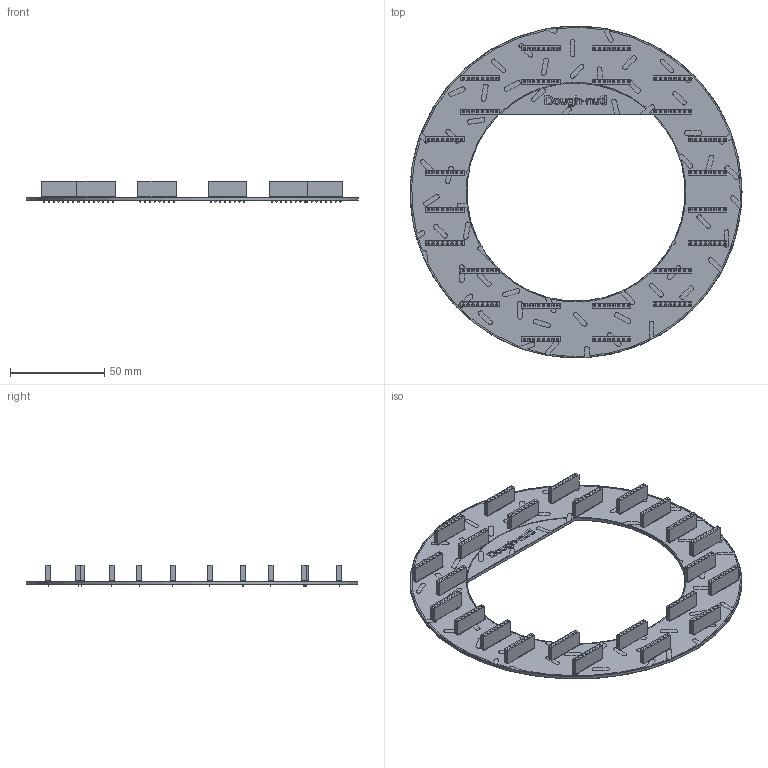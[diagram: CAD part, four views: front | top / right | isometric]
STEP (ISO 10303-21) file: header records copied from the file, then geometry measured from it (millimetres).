
FILE_DESCRIPTION(('KiCad electronic assembly'),'2;1');
FILE_NAME('Circle Minibadge Display.step','2025-10-08T02:09:40',( 'Pcbnew'),('Kicad'),'Open CASCADE STEP processor 7.9', 'KiCad to STEP converter','Unknown');
FILE_SCHEMA(('AUTOMOTIVE_DESIGN { 1 0 10303 214 1 1 1 1 }'));
Length unit declared in the file: millimetre
Products named in the file (5): Circle Minibadge Display 1; PinSocket_1x08_P2.54mm_Vertical; Circle Minibadge Display_silkscreen; Circle Minibadge Display_soldermask; Circle Minibadge Display_PCB
Assembly tree (27 placements, depth 2):
  Circle Minibadge Display 1
    PinSocket_1x08_P2.54mm_Vertical  x24
    Circle Minibadge Display_silkscreen
    Circle Minibadge Display_soldermask
    Circle Minibadge Display_PCB
Bounding box: 176.05 x 176.05 x 11.6 mm (x, y, z)
Volume: 32038.4 mm3; surface area: 79482.9 mm2
Topology: 25 solids, 80 shells, 5484 faces, 17410 edges, 12415 vertices
Faces by surface type: plane 5290, cylinder 194
Full cylindrical faces by diameter (mm): 0.85 x192, 176.05 x1
Entity records: 44991 total; most frequent: CARTESIAN_POINT 8795, DIRECTION 6335, ORIENTED_EDGE 5499, EDGE_CURVE 4346, VERTEX_POINT 3951, LINE 3353, VECTOR 3353, AXIS2_PLACEMENT_3D 1491
